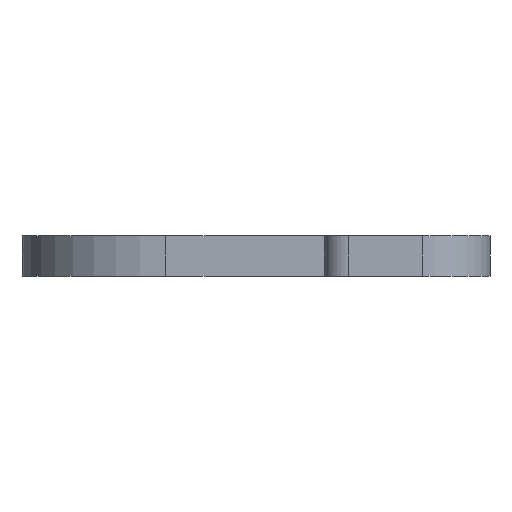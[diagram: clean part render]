
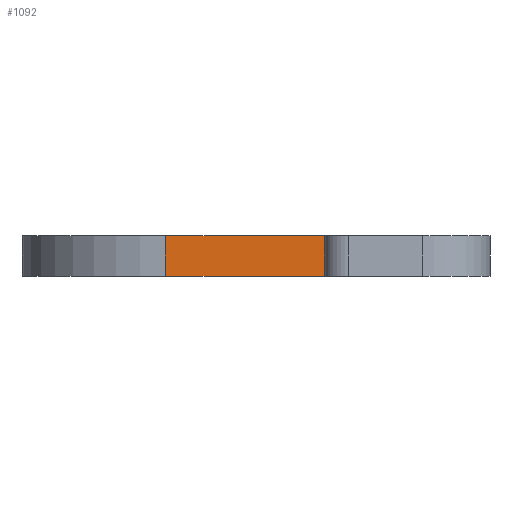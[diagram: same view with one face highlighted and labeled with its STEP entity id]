
A CAD part, left-side view. The second image highlights one B-rep face of the part: STEP entity #1092.
In plain terms, the highlighted planar face has unit normal (-1, 0, 0).
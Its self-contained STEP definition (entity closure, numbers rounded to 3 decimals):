
#321=CARTESIAN_POINT('',(-2.,-9.8,-0.5));
#322=VERTEX_POINT('',#321);
#330=CARTESIAN_POINT('',(-2.,-2.,-0.5));
#331=VERTEX_POINT('',#330);
#332=CARTESIAN_POINT('',(-2.,-2.,-0.5));
#333=DIRECTION('',(0.0,-1.0,0.0));
#334=VECTOR('',#333,7.8);
#335=LINE('',#332,#334);
#336=EDGE_CURVE('',#331,#322,#335,.T.);
#1049=CARTESIAN_POINT('',(-2.,-9.8,0.5));
#1050=VERTEX_POINT('',#1049);
#1058=CARTESIAN_POINT('',(-2.,-9.8,-0.5));
#1059=DIRECTION('',(0.0,0.0,1.0));
#1060=VECTOR('',#1059,1.0);
#1061=LINE('',#1058,#1060);
#1062=EDGE_CURVE('',#322,#1050,#1061,.T.);
#1069=CARTESIAN_POINT('',(-2.,-9.8,0.0));
#1070=DIRECTION('',(-1.0,0.0,0.0));
#1071=DIRECTION('',(0.0,0.0,1.0));
#1072=AXIS2_PLACEMENT_3D('',#1069,#1070,#1071);
#1073=PLANE('',#1072);
#1074=CARTESIAN_POINT('',(-2.,-2.,0.5));
#1075=VERTEX_POINT('',#1074);
#1076=CARTESIAN_POINT('',(-2.,-9.8,0.5));
#1077=DIRECTION('',(0.0,1.0,0.0));
#1078=VECTOR('',#1077,7.8);
#1079=LINE('',#1076,#1078);
#1080=EDGE_CURVE('',#1050,#1075,#1079,.T.);
#1081=ORIENTED_EDGE('',*,*,#1080,.T.);
#1082=CARTESIAN_POINT('',(-2.,-2.,-0.5));
#1083=DIRECTION('',(0.0,0.0,1.0));
#1084=VECTOR('',#1083,1.0);
#1085=LINE('',#1082,#1084);
#1086=EDGE_CURVE('',#331,#1075,#1085,.T.);
#1087=ORIENTED_EDGE('',*,*,#1086,.F.);
#1088=ORIENTED_EDGE('',*,*,#336,.T.);
#1089=ORIENTED_EDGE('',*,*,#1062,.T.);
#1090=EDGE_LOOP('',(#1081,#1087,#1088,#1089));
#1091=FACE_OUTER_BOUND('',#1090,.T.);
#1092=ADVANCED_FACE('',(#1091),#1073,.T.);
